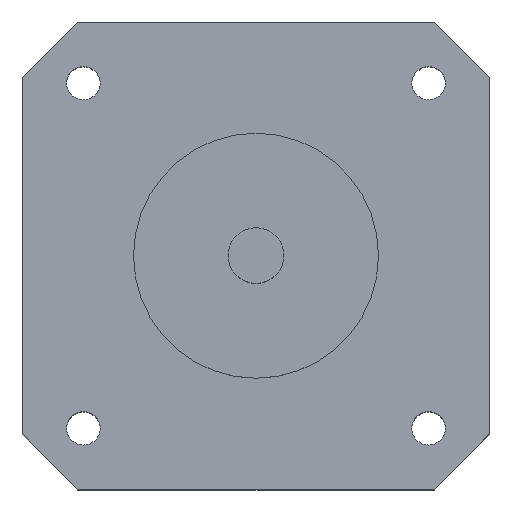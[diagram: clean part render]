
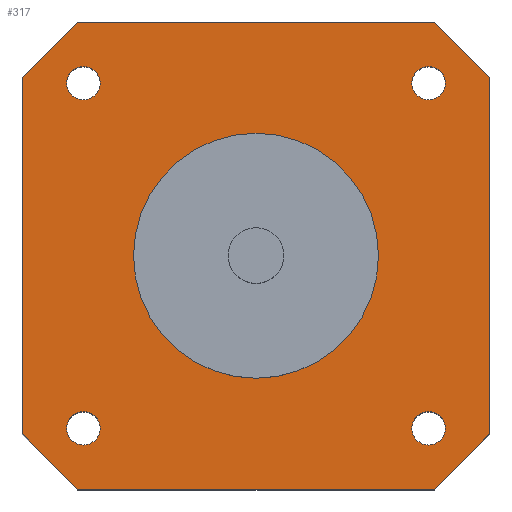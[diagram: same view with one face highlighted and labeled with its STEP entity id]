
A CAD part, top view. The second image highlights one B-rep face of the part: STEP entity #317.
In plain terms, the highlighted planar face has unit normal (0, 0, 1).
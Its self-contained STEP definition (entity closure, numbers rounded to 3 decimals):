
#21=FACE_BOUND('',#64,.T.);
#22=FACE_BOUND('',#65,.T.);
#23=FACE_BOUND('',#66,.T.);
#24=FACE_BOUND('',#67,.T.);
#25=FACE_BOUND('',#68,.T.);
#31=CIRCLE('',#350,11.);
#32=CIRCLE('',#351,1.5);
#33=CIRCLE('',#352,1.5);
#34=CIRCLE('',#353,1.5);
#35=CIRCLE('',#354,1.5);
#45=FACE_OUTER_BOUND('',#63,.T.);
#63=EDGE_LOOP('',(#227,#228,#229,#230,#231,#232,#233,#234));
#64=EDGE_LOOP('',(#235));
#65=EDGE_LOOP('',(#236));
#66=EDGE_LOOP('',(#237));
#67=EDGE_LOOP('',(#238));
#68=EDGE_LOOP('',(#239));
#89=LINE('',#473,#119);
#93=LINE('',#481,#123);
#96=LINE('',#487,#126);
#97=LINE('',#489,#127);
#98=LINE('',#491,#128);
#99=LINE('',#493,#129);
#100=LINE('',#495,#130);
#101=LINE('',#496,#131);
#119=VECTOR('',#381,10.);
#123=VECTOR('',#387,10.);
#126=VECTOR('',#392,10.);
#127=VECTOR('',#393,10.);
#128=VECTOR('',#394,10.);
#129=VECTOR('',#395,10.);
#130=VECTOR('',#396,10.);
#131=VECTOR('',#397,10.);
#149=VERTEX_POINT('',#471);
#150=VERTEX_POINT('',#472);
#153=VERTEX_POINT('',#480);
#155=VERTEX_POINT('',#486);
#156=VERTEX_POINT('',#488);
#157=VERTEX_POINT('',#490);
#158=VERTEX_POINT('',#492);
#159=VERTEX_POINT('',#494);
#160=VERTEX_POINT('',#497);
#161=VERTEX_POINT('',#499);
#162=VERTEX_POINT('',#501);
#163=VERTEX_POINT('',#503);
#164=VERTEX_POINT('',#505);
#177=EDGE_CURVE('',#149,#150,#89,.T.);
#181=EDGE_CURVE('',#153,#150,#93,.T.);
#184=EDGE_CURVE('',#149,#155,#96,.T.);
#185=EDGE_CURVE('',#156,#155,#97,.T.);
#186=EDGE_CURVE('',#156,#157,#98,.T.);
#187=EDGE_CURVE('',#158,#157,#99,.T.);
#188=EDGE_CURVE('',#158,#159,#100,.T.);
#189=EDGE_CURVE('',#153,#159,#101,.T.);
#190=EDGE_CURVE('',#160,#160,#31,.T.);
#191=EDGE_CURVE('',#161,#161,#32,.T.);
#192=EDGE_CURVE('',#162,#162,#33,.T.);
#193=EDGE_CURVE('',#163,#163,#34,.T.);
#194=EDGE_CURVE('',#164,#164,#35,.T.);
#227=ORIENTED_EDGE('',*,*,#177,.F.);
#228=ORIENTED_EDGE('',*,*,#184,.T.);
#229=ORIENTED_EDGE('',*,*,#185,.F.);
#230=ORIENTED_EDGE('',*,*,#186,.T.);
#231=ORIENTED_EDGE('',*,*,#187,.F.);
#232=ORIENTED_EDGE('',*,*,#188,.T.);
#233=ORIENTED_EDGE('',*,*,#189,.F.);
#234=ORIENTED_EDGE('',*,*,#181,.T.);
#235=ORIENTED_EDGE('',*,*,#190,.T.);
#236=ORIENTED_EDGE('',*,*,#191,.T.);
#237=ORIENTED_EDGE('',*,*,#192,.T.);
#238=ORIENTED_EDGE('',*,*,#193,.T.);
#239=ORIENTED_EDGE('',*,*,#194,.T.);
#305=PLANE('',#349);
#317=ADVANCED_FACE('',(#45,#21,#22,#23,#24,#25),#305,.T.);
#349=AXIS2_PLACEMENT_3D('',#485,#390,#391);
#350=AXIS2_PLACEMENT_3D('',#498,#398,#399);
#351=AXIS2_PLACEMENT_3D('',#500,#400,#401);
#352=AXIS2_PLACEMENT_3D('',#502,#402,#403);
#353=AXIS2_PLACEMENT_3D('',#504,#404,#405);
#354=AXIS2_PLACEMENT_3D('',#506,#406,#407);
#381=DIRECTION('',(0.707,0.707,0.));
#387=DIRECTION('',(-1.,0.,0.));
#390=DIRECTION('center_axis',(0.,0.,1.));
#391=DIRECTION('ref_axis',(1.,0.,0.));
#392=DIRECTION('',(0.,-1.,0.));
#393=DIRECTION('',(-0.707,0.707,0.));
#394=DIRECTION('',(1.,0.,0.));
#395=DIRECTION('',(-0.707,-0.707,0.));
#396=DIRECTION('',(0.,1.,0.));
#397=DIRECTION('',(0.707,-0.707,0.));
#398=DIRECTION('center_axis',(0.,0.,-1.));
#399=DIRECTION('ref_axis',(-1.,0.,0.));
#400=DIRECTION('center_axis',(0.,0.,-1.));
#401=DIRECTION('ref_axis',(1.,0.,0.));
#402=DIRECTION('center_axis',(0.,0.,-1.));
#403=DIRECTION('ref_axis',(1.,0.,0.));
#404=DIRECTION('center_axis',(0.,0.,-1.));
#405=DIRECTION('ref_axis',(1.,0.,0.));
#406=DIRECTION('center_axis',(0.,0.,-1.));
#407=DIRECTION('ref_axis',(1.,0.,0.));
#471=CARTESIAN_POINT('',(-21.,16.,21.5));
#472=CARTESIAN_POINT('',(-16.,21.,21.5));
#473=CARTESIAN_POINT('',(-18.5,18.5,21.5));
#480=CARTESIAN_POINT('',(16.,21.,21.5));
#481=CARTESIAN_POINT('',(21.,21.,21.5));
#485=CARTESIAN_POINT('Origin',(0.,0.,21.5));
#486=CARTESIAN_POINT('',(-21.,-16.,21.5));
#487=CARTESIAN_POINT('',(-21.,21.,21.5));
#488=CARTESIAN_POINT('',(-16.,-21.,21.5));
#489=CARTESIAN_POINT('',(-18.5,-18.5,21.5));
#490=CARTESIAN_POINT('',(16.,-21.,21.5));
#491=CARTESIAN_POINT('',(-21.,-21.,21.5));
#492=CARTESIAN_POINT('',(21.,-16.,21.5));
#493=CARTESIAN_POINT('',(18.5,-18.5,21.5));
#494=CARTESIAN_POINT('',(21.,16.,21.5));
#495=CARTESIAN_POINT('',(21.,-21.,21.5));
#496=CARTESIAN_POINT('',(18.5,18.5,21.5));
#497=CARTESIAN_POINT('',(11.,0.,21.5));
#498=CARTESIAN_POINT('Origin',(0.,0.,21.5));
#499=CARTESIAN_POINT('',(14.,15.5,21.5));
#500=CARTESIAN_POINT('Origin',(15.5,15.5,21.5));
#501=CARTESIAN_POINT('',(-17.,15.5,21.5));
#502=CARTESIAN_POINT('Origin',(-15.5,15.5,21.5));
#503=CARTESIAN_POINT('',(14.,-15.5,21.5));
#504=CARTESIAN_POINT('Origin',(15.5,-15.5,21.5));
#505=CARTESIAN_POINT('',(-17.,-15.5,21.5));
#506=CARTESIAN_POINT('Origin',(-15.5,-15.5,21.5));
